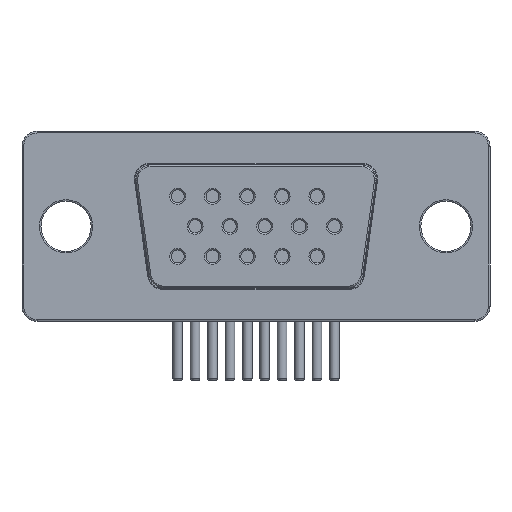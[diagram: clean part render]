
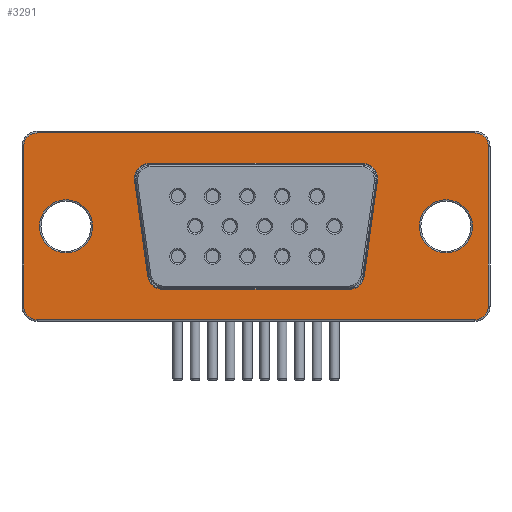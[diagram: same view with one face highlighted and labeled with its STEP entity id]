
A CAD part, front view. The second image highlights one B-rep face of the part: STEP entity #3291.
In plain terms, the highlighted planar face has unit normal (0, -1, 0).
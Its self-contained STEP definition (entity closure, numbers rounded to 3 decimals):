
#3040 = VERTEX_POINT('',#3041);
#3041 = CARTESIAN_POINT('',(-18.408,-13.66,0.1));
#3050 = VERTEX_POINT('',#3051);
#3051 = CARTESIAN_POINT('',(-19.308,-13.66,1.));
#3058 = EDGE_CURVE('',#3040,#3050,#3059,.T.);
#3059 = CIRCLE('',#3060,0.9);
#3060 = AXIS2_PLACEMENT_3D('',#3061,#3062,#3063);
#3061 = CARTESIAN_POINT('',(-18.408,-13.66,1.));
#3062 = DIRECTION('',(0.,1.,0.));
#3063 = DIRECTION('',(0.,0.,-1.));
#3074 = VERTEX_POINT('',#3075);
#3075 = CARTESIAN_POINT('',(10.393,-13.66,0.1));
#3082 = EDGE_CURVE('',#3074,#3040,#3083,.T.);
#3083 = LINE('',#3084,#3085);
#3084 = CARTESIAN_POINT('',(10.393,-13.66,0.1));
#3085 = VECTOR('',#3086,1.);
#3086 = DIRECTION('',(-1.,0.,0.));
#3099 = EDGE_CURVE('',#3050,#3100,#3102,.T.);
#3100 = VERTEX_POINT('',#3101);
#3101 = CARTESIAN_POINT('',(-19.308,-13.66,11.5));
#3102 = LINE('',#3103,#3104);
#3103 = CARTESIAN_POINT('',(-19.308,-13.66,1.));
#3104 = VECTOR('',#3105,1.);
#3105 = DIRECTION('',(0.,0.,1.));
#3124 = VERTEX_POINT('',#3125);
#3125 = CARTESIAN_POINT('',(11.293,-13.66,1.));
#3134 = EDGE_CURVE('',#3124,#3074,#3135,.T.);
#3135 = CIRCLE('',#3136,0.9);
#3136 = AXIS2_PLACEMENT_3D('',#3137,#3138,#3139);
#3137 = CARTESIAN_POINT('',(10.393,-13.66,1.));
#3138 = DIRECTION('',(0.,1.,0.));
#3139 = DIRECTION('',(1.,0.,0.));
#3152 = VERTEX_POINT('',#3153);
#3153 = CARTESIAN_POINT('',(-18.408,-13.66,12.4));
#3160 = EDGE_CURVE('',#3100,#3152,#3161,.T.);
#3161 = CIRCLE('',#3162,0.9);
#3162 = AXIS2_PLACEMENT_3D('',#3163,#3164,#3165);
#3163 = CARTESIAN_POINT('',(-18.408,-13.66,11.5));
#3164 = DIRECTION('',(0.,1.,0.));
#3165 = DIRECTION('',(-1.,0.,0.));
#3176 = VERTEX_POINT('',#3177);
#3177 = CARTESIAN_POINT('',(11.293,-13.66,11.5));
#3184 = EDGE_CURVE('',#3176,#3124,#3185,.T.);
#3185 = LINE('',#3186,#3187);
#3186 = CARTESIAN_POINT('',(11.293,-13.66,11.5));
#3187 = VECTOR('',#3188,1.);
#3188 = DIRECTION('',(0.,0.,-1.));
#3201 = EDGE_CURVE('',#3152,#3202,#3204,.T.);
#3202 = VERTEX_POINT('',#3203);
#3203 = CARTESIAN_POINT('',(10.393,-13.66,12.4));
#3204 = LINE('',#3205,#3206);
#3205 = CARTESIAN_POINT('',(-18.408,-13.66,12.4));
#3206 = VECTOR('',#3207,1.);
#3207 = DIRECTION('',(1.,0.,0.));
#3228 = EDGE_CURVE('',#3202,#3176,#3229,.T.);
#3229 = CIRCLE('',#3230,0.9);
#3230 = AXIS2_PLACEMENT_3D('',#3231,#3232,#3233);
#3231 = CARTESIAN_POINT('',(10.393,-13.66,11.5));
#3232 = DIRECTION('',(0.,1.,0.));
#3233 = DIRECTION('',(0.,0.,1.));
#3244 = VERTEX_POINT('',#3245);
#3245 = CARTESIAN_POINT('',(10.243,-13.66,6.25));
#3254 = EDGE_CURVE('',#3244,#3244,#3255,.T.);
#3255 = CIRCLE('',#3256,1.75);
#3256 = AXIS2_PLACEMENT_3D('',#3257,#3258,#3259);
#3257 = CARTESIAN_POINT('',(8.493,-13.66,6.25));
#3258 = DIRECTION('',(0.,-1.,0.));
#3259 = DIRECTION('',(1.,0.,0.));
#3270 = VERTEX_POINT('',#3271);
#3271 = CARTESIAN_POINT('',(-14.758,-13.66,6.25));
#3280 = EDGE_CURVE('',#3270,#3270,#3281,.T.);
#3281 = CIRCLE('',#3282,1.75);
#3282 = AXIS2_PLACEMENT_3D('',#3283,#3284,#3285);
#3283 = CARTESIAN_POINT('',(-16.508,-13.66,6.25));
#3284 = DIRECTION('',(0.,-1.,0.));
#3285 = DIRECTION('',(1.,0.,0.));
#3291 = ADVANCED_FACE('',(#3292,#3302,#3305,#3375),#3378,.T.);
#3292 = FACE_BOUND('',#3293,.T.);
#3293 = EDGE_LOOP('',(#3294,#3295,#3296,#3297,#3298,#3299,#3300,#3301));
#3294 = ORIENTED_EDGE('',*,*,#3058,.F.);
#3295 = ORIENTED_EDGE('',*,*,#3082,.F.);
#3296 = ORIENTED_EDGE('',*,*,#3134,.F.);
#3297 = ORIENTED_EDGE('',*,*,#3184,.F.);
#3298 = ORIENTED_EDGE('',*,*,#3228,.F.);
#3299 = ORIENTED_EDGE('',*,*,#3201,.F.);
#3300 = ORIENTED_EDGE('',*,*,#3160,.F.);
#3301 = ORIENTED_EDGE('',*,*,#3099,.F.);
#3302 = FACE_BOUND('',#3303,.T.);
#3303 = EDGE_LOOP('',(#3304));
#3304 = ORIENTED_EDGE('',*,*,#3280,.F.);
#3305 = FACE_BOUND('',#3306,.T.);
#3306 = EDGE_LOOP('',(#3307,#3317,#3326,#3334,#3343,#3351,#3360,#3368));
#3307 = ORIENTED_EDGE('',*,*,#3308,.T.);
#3308 = EDGE_CURVE('',#3309,#3311,#3313,.T.);
#3309 = VERTEX_POINT('',#3310);
#3310 = CARTESIAN_POINT('',(2.126,-13.66,2.1));
#3311 = VERTEX_POINT('',#3312);
#3312 = CARTESIAN_POINT('',(-10.141,-13.66,2.1));
#3313 = LINE('',#3314,#3315);
#3314 = CARTESIAN_POINT('',(2.998,-13.66,2.1));
#3315 = VECTOR('',#3316,1.);
#3316 = DIRECTION('',(-1.,0.,0.));
#3317 = ORIENTED_EDGE('',*,*,#3318,.T.);
#3318 = EDGE_CURVE('',#3311,#3319,#3321,.T.);
#3319 = VERTEX_POINT('',#3320);
#3320 = CARTESIAN_POINT('',(-11.132,-13.66,2.963));
#3321 = CIRCLE('',#3322,1.);
#3322 = AXIS2_PLACEMENT_3D('',#3323,#3324,#3325);
#3323 = CARTESIAN_POINT('',(-10.141,-13.66,3.1));
#3324 = DIRECTION('',(0.,1.,0.));
#3325 = DIRECTION('',(0.,0.,-1.));
#3326 = ORIENTED_EDGE('',*,*,#3327,.T.);
#3327 = EDGE_CURVE('',#3319,#3328,#3330,.T.);
#3328 = VERTEX_POINT('',#3329);
#3329 = CARTESIAN_POINT('',(-12.001,-13.66,9.263));
#3330 = LINE('',#3331,#3332);
#3331 = CARTESIAN_POINT('',(-11.013,-13.66,2.1));
#3332 = VECTOR('',#3333,1.);
#3333 = DIRECTION('',(-0.137,0.,0.991
));
#3334 = ORIENTED_EDGE('',*,*,#3335,.F.);
#3335 = EDGE_CURVE('',#3336,#3328,#3338,.T.);
#3336 = VERTEX_POINT('',#3337);
#3337 = CARTESIAN_POINT('',(-11.01,-13.66,10.4));
#3338 = CIRCLE('',#3339,1.);
#3339 = AXIS2_PLACEMENT_3D('',#3340,#3341,#3342);
#3340 = CARTESIAN_POINT('',(-11.01,-13.66,9.4));
#3341 = DIRECTION('',(0.,-1.,0.));
#3342 = DIRECTION('',(0.,0.,-1.));
#3343 = ORIENTED_EDGE('',*,*,#3344,.T.);
#3344 = EDGE_CURVE('',#3336,#3345,#3347,.T.);
#3345 = VERTEX_POINT('',#3346);
#3346 = CARTESIAN_POINT('',(2.995,-13.66,10.4));
#3347 = LINE('',#3348,#3349);
#3348 = CARTESIAN_POINT('',(-12.158,-13.66,10.4));
#3349 = VECTOR('',#3350,1.);
#3350 = DIRECTION('',(1.,0.,0.));
#3351 = ORIENTED_EDGE('',*,*,#3352,.T.);
#3352 = EDGE_CURVE('',#3345,#3353,#3355,.T.);
#3353 = VERTEX_POINT('',#3354);
#3354 = CARTESIAN_POINT('',(3.986,-13.66,9.263));
#3355 = CIRCLE('',#3356,1.);
#3356 = AXIS2_PLACEMENT_3D('',#3357,#3358,#3359);
#3357 = CARTESIAN_POINT('',(2.995,-13.66,9.4));
#3358 = DIRECTION('',(0.,1.,0.));
#3359 = DIRECTION('',(0.,0.,-1.));
#3360 = ORIENTED_EDGE('',*,*,#3361,.T.);
#3361 = EDGE_CURVE('',#3353,#3362,#3364,.T.);
#3362 = VERTEX_POINT('',#3363);
#3363 = CARTESIAN_POINT('',(3.117,-13.66,2.963));
#3364 = LINE('',#3365,#3366);
#3365 = CARTESIAN_POINT('',(4.143,-13.66,10.4));
#3366 = VECTOR('',#3367,1.);
#3367 = DIRECTION('',(-0.137,0.,
-0.991));
#3368 = ORIENTED_EDGE('',*,*,#3369,.T.);
#3369 = EDGE_CURVE('',#3362,#3309,#3370,.T.);
#3370 = CIRCLE('',#3371,1.);
#3371 = AXIS2_PLACEMENT_3D('',#3372,#3373,#3374);
#3372 = CARTESIAN_POINT('',(2.126,-13.66,3.1));
#3373 = DIRECTION('',(0.,1.,0.));
#3374 = DIRECTION('',(0.,0.,-1.));
#3375 = FACE_BOUND('',#3376,.T.);
#3376 = EDGE_LOOP('',(#3377));
#3377 = ORIENTED_EDGE('',*,*,#3254,.F.);
#3378 = PLANE('',#3379);
#3379 = AXIS2_PLACEMENT_3D('',#3380,#3381,#3382);
#3380 = CARTESIAN_POINT('',(-4.008,-13.66,6.25));
#3381 = DIRECTION('',(0.,-1.,0.));
#3382 = DIRECTION('',(1.,0.,0.));
